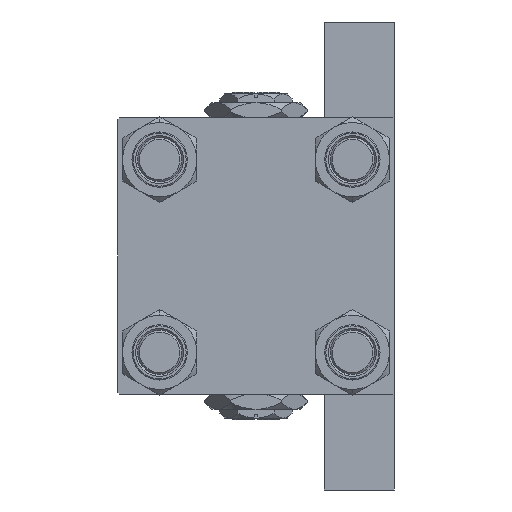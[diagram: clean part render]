
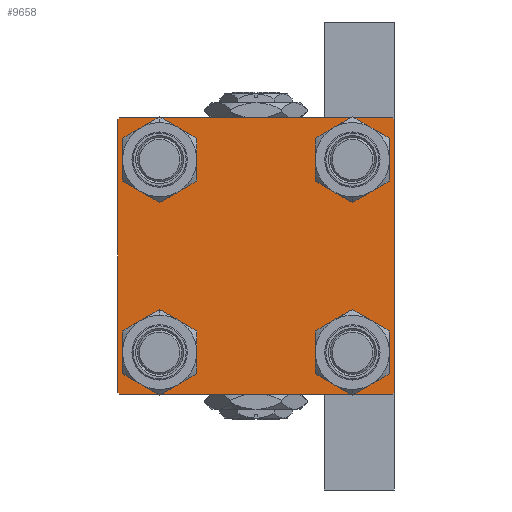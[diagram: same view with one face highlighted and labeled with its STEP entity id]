
A CAD part, left-side view. The second image highlights one B-rep face of the part: STEP entity #9658.
In plain terms, the highlighted planar face has unit normal (-1, 0, 0).
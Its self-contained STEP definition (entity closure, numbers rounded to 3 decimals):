
#371 = DIRECTION ( 'NONE',  ( 0., 0., 1. ) ) ;
#417 = VERTEX_POINT ( 'NONE', #30865 ) ;
#814 = CARTESIAN_POINT ( 'NONE',  ( 0., 37.25, -37.25 ) ) ;
#1794 = CARTESIAN_POINT ( 'NONE',  ( 0., 26.15, 26.15 ) ) ;
#1930 = DIRECTION ( 'NONE',  ( 1., 0., 0. ) ) ;
#2919 = DIRECTION ( 'NONE',  ( 1., 0., 0. ) ) ;
#3782 = AXIS2_PLACEMENT_3D ( 'NONE', #20999, #2919, #25001 ) ;
#3931 = ORIENTED_EDGE ( 'NONE', *, *, #28907, .T. ) ;
#5309 = DIRECTION ( 'NONE',  ( 1., 0., 0. ) ) ;
#6096 = CARTESIAN_POINT ( 'NONE',  ( 0., 37.5, -37. ) ) ;
#6187 = EDGE_LOOP ( 'NONE', ( #15596, #7060 ) ) ;
#6203 = EDGE_CURVE ( 'NONE', #18835, #43890, #37688, .T. ) ;
#6237 = CARTESIAN_POINT ( 'NONE',  ( 0., 26.15, -26.15 ) ) ;
#6429 = VERTEX_POINT ( 'NONE', #21848 ) ;
#6860 = EDGE_LOOP ( 'NONE', ( #26719, #17164, #36509, #41925, #42005, #30131, #18140, #3931 ) ) ;
#7030 = LINE ( 'NONE', #33847, #17059 ) ;
#7060 = ORIENTED_EDGE ( 'NONE', *, *, #34450, .T. ) ;
#7110 = FACE_BOUND ( 'NONE', #6187, .T. ) ;
#7360 = DIRECTION ( 'NONE',  ( -1., 0., 0. ) ) ;
#7619 = CARTESIAN_POINT ( 'NONE',  ( 0., 26.15, -19.65 ) ) ;
#8162 = CARTESIAN_POINT ( 'NONE',  ( 0., -26.15, 26.15 ) ) ;
#9658 = ADVANCED_FACE ( 'NONE', ( #33674, #14883, #41455, #7110, #26400 ), #41714, .T. ) ;
#9893 = AXIS2_PLACEMENT_3D ( 'NONE', #45989, #15405, #371 ) ;
#10314 = CARTESIAN_POINT ( 'NONE',  ( 0., 37.25, 37.25 ) ) ;
#10366 = CARTESIAN_POINT ( 'NONE',  ( 0., -37.5, 37.5 ) ) ;
#10444 = CARTESIAN_POINT ( 'NONE',  ( 0., 26.15, -26.15 ) ) ;
#10951 = CIRCLE ( 'NONE', #16591, 6.5 ) ;
#11986 = EDGE_LOOP ( 'NONE', ( #12490, #19799 ) ) ;
#12490 = ORIENTED_EDGE ( 'NONE', *, *, #40011, .T. ) ;
#12715 = CARTESIAN_POINT ( 'NONE',  ( 0., -26.15, -26.15 ) ) ;
#13205 = DIRECTION ( 'NONE',  ( 0., 0., 1. ) ) ;
#13437 = CIRCLE ( 'NONE', #43865, 6.5 ) ;
#13591 = CIRCLE ( 'NONE', #32006, 6.5 ) ;
#14883 = FACE_BOUND ( 'NONE', #11986, .T. ) ;
#15405 = DIRECTION ( 'NONE',  ( 1., 0., 0. ) ) ;
#15596 = ORIENTED_EDGE ( 'NONE', *, *, #44801, .T. ) ;
#15849 = DIRECTION ( 'NONE',  ( 0., -0.707, -0.707 ) ) ;
#15933 = DIRECTION ( 'NONE',  ( 1., 0., 0. ) ) ;
#15981 = AXIS2_PLACEMENT_3D ( 'NONE', #8162, #15933, #30204 ) ;
#16411 = VECTOR ( 'NONE', #15849, 1000. ) ;
#16485 = EDGE_LOOP ( 'NONE', ( #35530, #40768 ) ) ;
#16591 = AXIS2_PLACEMENT_3D ( 'NONE', #10444, #21481, #44066 ) ;
#16666 = LINE ( 'NONE', #10314, #49376 ) ;
#17059 = VECTOR ( 'NONE', #37629, 1000. ) ;
#17164 = ORIENTED_EDGE ( 'NONE', *, *, #25217, .T. ) ;
#17501 = CARTESIAN_POINT ( 'NONE',  ( 0., -26.15, -26.15 ) ) ;
#17894 = LINE ( 'NONE', #40962, #45826 ) ;
#18140 = ORIENTED_EDGE ( 'NONE', *, *, #18415, .F. ) ;
#18415 = EDGE_CURVE ( 'NONE', #32700, #29011, #37232, .T. ) ;
#18437 = EDGE_CURVE ( 'NONE', #39087, #6429, #49105, .T. ) ;
#18479 = CARTESIAN_POINT ( 'NONE',  ( 0., 37.5, 37. ) ) ;
#18690 = VECTOR ( 'NONE', #45480, 1000. ) ;
#18835 = VERTEX_POINT ( 'NONE', #42664 ) ;
#19799 = ORIENTED_EDGE ( 'NONE', *, *, #45476, .T. ) ;
#19952 = EDGE_CURVE ( 'NONE', #48724, #24352, #17894, .T. ) ;
#20263 = EDGE_CURVE ( 'NONE', #18835, #29011, #7030, .T. ) ;
#20573 = VECTOR ( 'NONE', #30147, 1000. ) ;
#20999 = CARTESIAN_POINT ( 'NONE',  ( 0., 26.15, 26.15 ) ) ;
#21481 = DIRECTION ( 'NONE',  ( 1., 0., 0. ) ) ;
#21516 = DIRECTION ( 'NONE',  ( 0., 0., 1. ) ) ;
#21826 = VERTEX_POINT ( 'NONE', #43514 ) ;
#21848 = CARTESIAN_POINT ( 'NONE',  ( 0., -26.15, 19.65 ) ) ;
#22036 = VERTEX_POINT ( 'NONE', #37956 ) ;
#22215 = ORIENTED_EDGE ( 'NONE', *, *, #33246, .T. ) ;
#22415 = AXIS2_PLACEMENT_3D ( 'NONE', #17501, #40090, #33270 ) ;
#22611 = DIRECTION ( 'NONE',  ( 0., -0.707, 0.707 ) ) ;
#22651 = DIRECTION ( 'NONE',  ( 0., 0., 1. ) ) ;
#23143 = VERTEX_POINT ( 'NONE', #39947 ) ;
#23962 = VERTEX_POINT ( 'NONE', #48011 ) ;
#24352 = VERTEX_POINT ( 'NONE', #6096 ) ;
#25001 = DIRECTION ( 'NONE',  ( 0., 0., 1. ) ) ;
#25217 = EDGE_CURVE ( 'NONE', #24352, #23962, #26873, .T. ) ;
#26400 = FACE_OUTER_BOUND ( 'NONE', #6860, .T. ) ;
#26420 = CARTESIAN_POINT ( 'NONE',  ( 0., 37.5, 37.5 ) ) ;
#26613 = LINE ( 'NONE', #45678, #27134 ) ;
#26719 = ORIENTED_EDGE ( 'NONE', *, *, #19952, .T. ) ;
#26873 = LINE ( 'NONE', #814, #16411 ) ;
#27134 = VECTOR ( 'NONE', #22611, 1000. ) ;
#27431 = EDGE_CURVE ( 'NONE', #23962, #22036, #30656, .T. ) ;
#27841 = AXIS2_PLACEMENT_3D ( 'NONE', #12715, #1930, #13205 ) ;
#28907 = EDGE_CURVE ( 'NONE', #32700, #48724, #16666, .T. ) ;
#29011 = VERTEX_POINT ( 'NONE', #39502 ) ;
#29307 = CARTESIAN_POINT ( 'NONE',  ( 0., -26.15, -32.65 ) ) ;
#29665 = DIRECTION ( 'NONE',  ( 0., 0., -1. ) ) ;
#30131 = ORIENTED_EDGE ( 'NONE', *, *, #20263, .T. ) ;
#30147 = DIRECTION ( 'NONE',  ( 0., -1., 0. ) ) ;
#30204 = DIRECTION ( 'NONE',  ( 0., 0., 1. ) ) ;
#30254 = DIRECTION ( 'NONE',  ( 1., 0., 0. ) ) ;
#30656 = LINE ( 'NONE', #42198, #20573 ) ;
#30865 = CARTESIAN_POINT ( 'NONE',  ( 0., -26.15, -19.65 ) ) ;
#32006 = AXIS2_PLACEMENT_3D ( 'NONE', #1794, #5309, #43414 ) ;
#32700 = VERTEX_POINT ( 'NONE', #34601 ) ;
#32906 = EDGE_LOOP ( 'NONE', ( #38890, #22215 ) ) ;
#33172 = DIRECTION ( 'NONE',  ( 0., 0., -1. ) ) ;
#33246 = EDGE_CURVE ( 'NONE', #6429, #39087, #44785, .T. ) ;
#33270 = DIRECTION ( 'NONE',  ( 0., 0., 1. ) ) ;
#33674 = FACE_BOUND ( 'NONE', #32906, .T. ) ;
#33847 = CARTESIAN_POINT ( 'NONE',  ( 0., -37.25, 37.25 ) ) ;
#34173 = CARTESIAN_POINT ( 'NONE',  ( 0., 0., 0. ) ) ;
#34385 = EDGE_CURVE ( 'NONE', #42769, #21826, #10951, .T. ) ;
#34450 = EDGE_CURVE ( 'NONE', #49380, #23143, #47013, .T. ) ;
#34601 = CARTESIAN_POINT ( 'NONE',  ( 0., 37., 37.5 ) ) ;
#35530 = ORIENTED_EDGE ( 'NONE', *, *, #34385, .T. ) ;
#35933 = VECTOR ( 'NONE', #29665, 1000. ) ;
#36385 = CARTESIAN_POINT ( 'NONE',  ( 0., -37.5, -37. ) ) ;
#36509 = ORIENTED_EDGE ( 'NONE', *, *, #27431, .T. ) ;
#37232 = LINE ( 'NONE', #26420, #18690 ) ;
#37629 = DIRECTION ( 'NONE',  ( 0., 0.707, 0.707 ) ) ;
#37688 = LINE ( 'NONE', #10366, #35933 ) ;
#37956 = CARTESIAN_POINT ( 'NONE',  ( 0., -37., -37.5 ) ) ;
#38890 = ORIENTED_EDGE ( 'NONE', *, *, #18437, .T. ) ;
#38975 = VERTEX_POINT ( 'NONE', #29307 ) ;
#39087 = VERTEX_POINT ( 'NONE', #47826 ) ;
#39502 = CARTESIAN_POINT ( 'NONE',  ( 0., -37., 37.5 ) ) ;
#39783 = EDGE_CURVE ( 'NONE', #21826, #42769, #13437, .T. ) ;
#39947 = CARTESIAN_POINT ( 'NONE',  ( 0., 26.15, 32.65 ) ) ;
#40011 = EDGE_CURVE ( 'NONE', #417, #38975, #46261, .T. ) ;
#40090 = DIRECTION ( 'NONE',  ( 1., 0., 0. ) ) ;
#40768 = ORIENTED_EDGE ( 'NONE', *, *, #39783, .T. ) ;
#40962 = CARTESIAN_POINT ( 'NONE',  ( 0., 37.5, 37.5 ) ) ;
#41455 = FACE_BOUND ( 'NONE', #16485, .T. ) ;
#41714 = PLANE ( 'NONE',  #48014 ) ;
#41925 = ORIENTED_EDGE ( 'NONE', *, *, #43738, .T. ) ;
#42005 = ORIENTED_EDGE ( 'NONE', *, *, #6203, .F. ) ;
#42198 = CARTESIAN_POINT ( 'NONE',  ( 0., 37.5, -37.5 ) ) ;
#42664 = CARTESIAN_POINT ( 'NONE',  ( 0., -37.5, 37. ) ) ;
#42769 = VERTEX_POINT ( 'NONE', #7619 ) ;
#42915 = CARTESIAN_POINT ( 'NONE',  ( 0., 26.15, 19.65 ) ) ;
#43414 = DIRECTION ( 'NONE',  ( 0., 0., 1. ) ) ;
#43514 = CARTESIAN_POINT ( 'NONE',  ( 0., 26.15, -32.65 ) ) ;
#43738 = EDGE_CURVE ( 'NONE', #22036, #43890, #26613, .T. ) ;
#43865 = AXIS2_PLACEMENT_3D ( 'NONE', #6237, #30254, #21516 ) ;
#43890 = VERTEX_POINT ( 'NONE', #36385 ) ;
#44042 = CIRCLE ( 'NONE', #22415, 6.5 ) ;
#44066 = DIRECTION ( 'NONE',  ( 0., 0., 1. ) ) ;
#44785 = CIRCLE ( 'NONE', #15981, 6.5 ) ;
#44801 = EDGE_CURVE ( 'NONE', #23143, #49380, #13591, .T. ) ;
#45476 = EDGE_CURVE ( 'NONE', #38975, #417, #44042, .T. ) ;
#45480 = DIRECTION ( 'NONE',  ( 0., -1., 0. ) ) ;
#45678 = CARTESIAN_POINT ( 'NONE',  ( 0., -37.25, -37.25 ) ) ;
#45826 = VECTOR ( 'NONE', #33172, 1000. ) ;
#45989 = CARTESIAN_POINT ( 'NONE',  ( 0., -26.15, 26.15 ) ) ;
#46261 = CIRCLE ( 'NONE', #27841, 6.5 ) ;
#47013 = CIRCLE ( 'NONE', #3782, 6.5 ) ;
#47826 = CARTESIAN_POINT ( 'NONE',  ( 0., -26.15, 32.65 ) ) ;
#48011 = CARTESIAN_POINT ( 'NONE',  ( 0., 37., -37.5 ) ) ;
#48014 = AXIS2_PLACEMENT_3D ( 'NONE', #34173, #7360, #22651 ) ;
#48424 = DIRECTION ( 'NONE',  ( 0., 0.707, -0.707 ) ) ;
#48724 = VERTEX_POINT ( 'NONE', #18479 ) ;
#49105 = CIRCLE ( 'NONE', #9893, 6.5 ) ;
#49376 = VECTOR ( 'NONE', #48424, 1000. ) ;
#49380 = VERTEX_POINT ( 'NONE', #42915 ) ;
